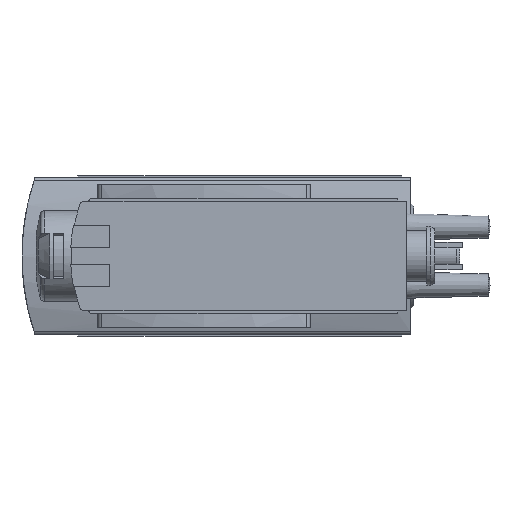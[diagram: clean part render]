
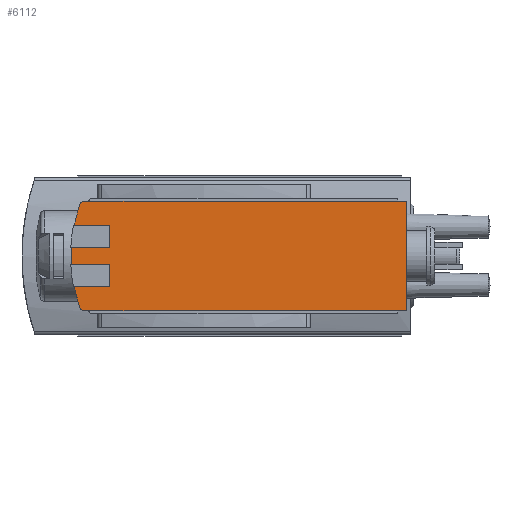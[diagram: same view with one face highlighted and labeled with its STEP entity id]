
A CAD part, left-side view. The second image highlights one B-rep face of the part: STEP entity #6112.
In plain terms, the highlighted face is planar.
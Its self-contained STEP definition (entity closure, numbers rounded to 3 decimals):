
#102=PLANE('',#6600);
#337=CIRCLE('',#6542,15.);
#339=CIRCLE('',#6544,15.);
#341=CIRCLE('',#6546,15.);
#375=CIRCLE('',#6601,0.5);
#376=CIRCLE('',#6602,0.5);
#732=LINE('',#9625,#1250);
#733=LINE('',#9627,#1251);
#734=LINE('',#9629,#1252);
#735=LINE('',#9630,#1253);
#736=LINE('',#9632,#1254);
#737=LINE('',#9634,#1255);
#738=LINE('',#9637,#1256);
#739=LINE('',#9639,#1257);
#740=LINE('',#9641,#1258);
#1250=VECTOR('',#7501,1000.);
#1251=VECTOR('',#7502,1000.);
#1252=VECTOR('',#7503,1000.);
#1253=VECTOR('',#7504,1000.);
#1254=VECTOR('',#7505,1000.);
#1255=VECTOR('',#7506,1000.);
#1256=VECTOR('',#7509,1000.);
#1257=VECTOR('',#7510,1000.);
#1258=VECTOR('',#7511,1000.);
#1895=ORIENTED_EDGE('',*,*,#3613,.F.);
#1896=ORIENTED_EDGE('',*,*,#3614,.F.);
#1897=ORIENTED_EDGE('',*,*,#3615,.F.);
#1898=ORIENTED_EDGE('',*,*,#3503,.F.);
#1899=ORIENTED_EDGE('',*,*,#3616,.F.);
#1900=ORIENTED_EDGE('',*,*,#3617,.F.);
#1901=ORIENTED_EDGE('',*,*,#3618,.F.);
#1902=ORIENTED_EDGE('',*,*,#3499,.F.);
#1903=ORIENTED_EDGE('',*,*,#3619,.F.);
#1904=ORIENTED_EDGE('',*,*,#3620,.F.);
#1905=ORIENTED_EDGE('',*,*,#3621,.F.);
#1906=ORIENTED_EDGE('',*,*,#3622,.F.);
#1907=ORIENTED_EDGE('',*,*,#3623,.F.);
#1908=ORIENTED_EDGE('',*,*,#3495,.F.);
#3495=EDGE_CURVE('',#4368,#4370,#337,.T.);
#3499=EDGE_CURVE('',#4373,#4374,#339,.T.);
#3503=EDGE_CURVE('',#4377,#4378,#341,.T.);
#3613=EDGE_CURVE('',#4464,#4368,#732,.T.);
#3614=EDGE_CURVE('',#4465,#4464,#733,.T.);
#3615=EDGE_CURVE('',#4378,#4465,#734,.T.);
#3616=EDGE_CURVE('',#4466,#4377,#735,.T.);
#3617=EDGE_CURVE('',#4467,#4466,#736,.T.);
#3618=EDGE_CURVE('',#4374,#4467,#737,.T.);
#3619=EDGE_CURVE('',#4468,#4373,#375,.T.);
#3620=EDGE_CURVE('',#4469,#4468,#738,.T.);
#3621=EDGE_CURVE('',#4470,#4469,#739,.T.);
#3622=EDGE_CURVE('',#4471,#4470,#740,.T.);
#3623=EDGE_CURVE('',#4370,#4471,#376,.T.);
#4368=VERTEX_POINT('',#9376);
#4370=VERTEX_POINT('',#9379);
#4373=VERTEX_POINT('',#9385);
#4374=VERTEX_POINT('',#9387);
#4377=VERTEX_POINT('',#9393);
#4378=VERTEX_POINT('',#9395);
#4464=VERTEX_POINT('',#9626);
#4465=VERTEX_POINT('',#9628);
#4466=VERTEX_POINT('',#9631);
#4467=VERTEX_POINT('',#9633);
#4468=VERTEX_POINT('',#9636);
#4469=VERTEX_POINT('',#9638);
#4470=VERTEX_POINT('',#9640);
#4471=VERTEX_POINT('',#9642);
#4978=EDGE_LOOP('',(#1895,#1896,#1897,#1898,#1899,#1900,#1901,#1902,#1903,
#1904,#1905,#1906,#1907,#1908));
#5500=FACE_BOUND('',#4978,.T.);
#6112=ADVANCED_FACE('',(#5500),#102,.F.);
#6542=AXIS2_PLACEMENT_3D('',#9378,#7310,#7311);
#6544=AXIS2_PLACEMENT_3D('',#9386,#7316,#7317);
#6546=AXIS2_PLACEMENT_3D('',#9394,#7322,#7323);
#6600=AXIS2_PLACEMENT_3D('',#9624,#7499,#7500);
#6601=AXIS2_PLACEMENT_3D('',#9635,#7507,#7508);
#6602=AXIS2_PLACEMENT_3D('',#9643,#7512,#7513);
#7310=DIRECTION('',(0.,0.,1.));
#7311=DIRECTION('',(1.,0.,0.));
#7316=DIRECTION('',(0.,0.,1.));
#7317=DIRECTION('',(1.,0.,0.));
#7322=DIRECTION('',(0.,0.,1.));
#7323=DIRECTION('',(1.,0.,0.));
#7499=DIRECTION('',(0.,0.,1.));
#7500=DIRECTION('',(1.,0.,0.));
#7501=DIRECTION('',(0.,1.,0.));
#7502=DIRECTION('',(-1.,0.,0.));
#7503=DIRECTION('',(0.,-1.,0.));
#7504=DIRECTION('',(0.,1.,0.));
#7505=DIRECTION('',(-1.,0.,0.));
#7506=DIRECTION('',(0.,-1.,0.));
#7507=DIRECTION('',(0.,0.,1.));
#7508=DIRECTION('',(1.,0.,0.));
#7509=DIRECTION('',(0.,1.,0.));
#7510=DIRECTION('',(1.,0.,0.));
#7511=DIRECTION('',(0.,-1.,0.));
#7512=DIRECTION('',(0.,0.,1.));
#7513=DIRECTION('',(1.,0.,0.));
#9376=CARTESIAN_POINT('',(-2.75,30.146,-23.2));
#9378=CARTESIAN_POINT('',(0.,15.4,-23.2));
#9379=CARTESIAN_POINT('',(-4.552,29.693,-23.2));
#9385=CARTESIAN_POINT('',(4.552,29.693,-23.2));
#9386=CARTESIAN_POINT('',(0.,15.4,-23.2));
#9387=CARTESIAN_POINT('',(2.75,30.146,-23.2));
#9393=CARTESIAN_POINT('',(0.75,30.381,-23.2));
#9394=CARTESIAN_POINT('',(0.,15.4,-23.2));
#9395=CARTESIAN_POINT('',(-0.75,30.381,-23.2));
#9624=CARTESIAN_POINT('',(-4.4,29.216,-23.2));
#9625=CARTESIAN_POINT('',(-2.75,29.216,-23.2));
#9626=CARTESIAN_POINT('',(-2.75,27.,-23.2));
#9627=CARTESIAN_POINT('',(-4.4,27.,-23.2));
#9628=CARTESIAN_POINT('',(-0.75,27.,-23.2));
#9629=CARTESIAN_POINT('',(-0.75,29.216,-23.2));
#9630=CARTESIAN_POINT('',(0.75,29.216,-23.2));
#9631=CARTESIAN_POINT('',(0.75,27.,-23.2));
#9632=CARTESIAN_POINT('',(-4.4,27.,-23.2));
#9633=CARTESIAN_POINT('',(2.75,27.,-23.2));
#9634=CARTESIAN_POINT('',(2.75,29.216,-23.2));
#9635=CARTESIAN_POINT('',(4.4,29.216,-23.2));
#9636=CARTESIAN_POINT('',(4.9,29.216,-23.2));
#9637=CARTESIAN_POINT('',(4.9,0.,-23.2));
#9638=CARTESIAN_POINT('',(4.9,0.4,-23.2));
#9639=CARTESIAN_POINT('',(-4.4,0.4,-23.2));
#9640=CARTESIAN_POINT('',(-4.9,0.4,-23.2));
#9641=CARTESIAN_POINT('',(-4.9,29.216,-23.2));
#9642=CARTESIAN_POINT('',(-4.9,29.216,-23.2));
#9643=CARTESIAN_POINT('',(-4.4,29.216,-23.2));
